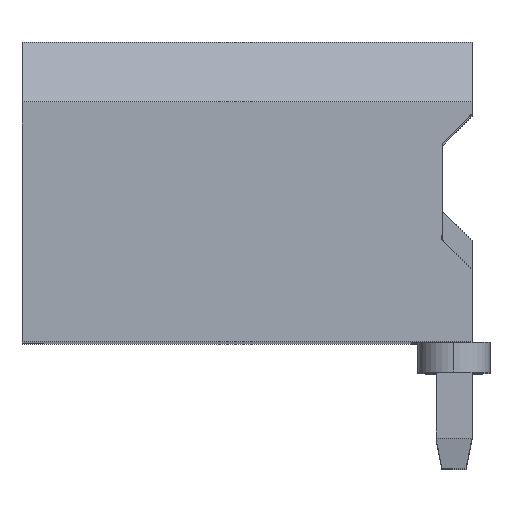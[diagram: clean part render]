
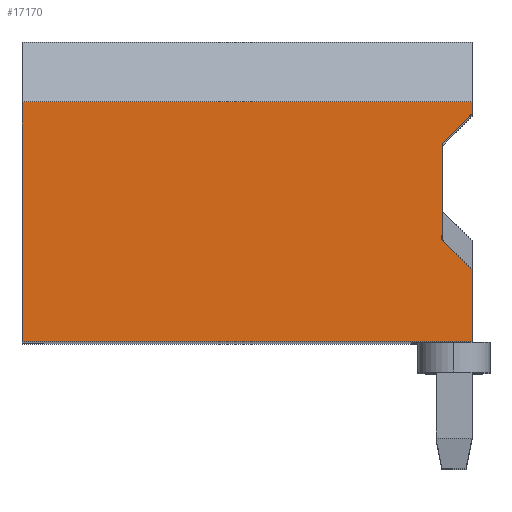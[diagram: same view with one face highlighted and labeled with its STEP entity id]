
A CAD part, top view. The second image highlights one B-rep face of the part: STEP entity #17170.
In plain terms, the highlighted planar face has unit normal (0, 0, 1).
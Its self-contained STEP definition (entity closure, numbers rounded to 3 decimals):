
#590=CARTESIAN_POINT('',(3.961,-15.522,6.15));
#600=VERTEX_POINT('',#590);
#630=CARTESIAN_POINT('',(3.961,-12.493,6.15));
#640=DIRECTION('',(0.,-1.,0.));
#650=VECTOR('',#640,1.);
#660=LINE('',#630,#650);
#670=CARTESIAN_POINT('',(3.961,-13.922,6.15));
#680=VERTEX_POINT('',#670);
#690=EDGE_CURVE('',#680,#600,#660,.T.);
#1040=CARTESIAN_POINT('',(4.461,-17.222,6.15));
#1050=VERTEX_POINT('',#1040);
#1080=CARTESIAN_POINT('',(4.461,-12.493,6.15));
#1090=DIRECTION('',(0.,1.,0.));
#1100=VECTOR('',#1090,1.);
#1110=LINE('',#1080,#1100);
#1120=CARTESIAN_POINT('',(4.461,-16.022,6.15));
#1130=VERTEX_POINT('',#1120);
#1140=EDGE_CURVE('',#1050,#1130,#1110,.T.);
#16400=CARTESIAN_POINT('',(4.461,-13.422,6.15));
#16410=VERTEX_POINT('',#16400);
#16440=CARTESIAN_POINT('',(4.461,-13.222,6.15));
#16450=VERTEX_POINT('',#16440);
#16460=EDGE_CURVE('',#16410,#16450,#1110,.T.);
#16730=CARTESIAN_POINT('',(-3.039,-17.222,6.15));
#16740=DIRECTION('',(0.,-0.,1.));
#16750=DIRECTION('',(0.,1.,0.));
#16760=AXIS2_PLACEMENT_3D('',#16730,#16740,#16750);
#16770=PLANE('',#16760);
#16780=CARTESIAN_POINT('',(-3.039,-13.422,6.15));
#16790=DIRECTION('',(0.,-1.,0.));
#16800=VECTOR('',#16790,1.);
#16810=LINE('',#16780,#16800);
#16820=CARTESIAN_POINT('',(-3.039,-13.222,6.15));
#16830=VERTEX_POINT('',#16820);
#16840=CARTESIAN_POINT('',(-3.039,-17.222,6.15));
#16850=VERTEX_POINT('',#16840);
#16860=EDGE_CURVE('',#16830,#16850,#16810,.T.);
#16870=ORIENTED_EDGE('',*,*,#16860,.T.);
#16880=CARTESIAN_POINT('',(-3.039,-13.222,6.15));
#16890=DIRECTION('',(1.,0.,0.));
#16900=VECTOR('',#16890,1.);
#16910=LINE('',#16880,#16900);
#16920=EDGE_CURVE('',#16830,#16450,#16910,.T.);
#16930=ORIENTED_EDGE('',*,*,#16920,.F.);
#16940=ORIENTED_EDGE('',*,*,#16460,.T.);
#16950=CARTESIAN_POINT('',(-3.039,-20.922,6.15));
#16960=DIRECTION('',(-0.707,-0.707,0.));
#16970=VECTOR('',#16960,1.);
#16980=LINE('',#16950,#16970);
#16990=EDGE_CURVE('',#16410,#680,#16980,.T.);
#17000=ORIENTED_EDGE('',*,*,#16990,.F.);
#17010=ORIENTED_EDGE('',*,*,#690,.F.);
#17020=CARTESIAN_POINT('',(-3.039,-8.522,6.15));
#17030=DIRECTION('',(0.707,-0.707,0.));
#17040=VECTOR('',#17030,1.);
#17050=LINE('',#17020,#17040);
#17060=EDGE_CURVE('',#600,#1130,#17050,.T.);
#17070=ORIENTED_EDGE('',*,*,#17060,.F.);
#17080=ORIENTED_EDGE('',*,*,#1140,.T.);
#17090=CARTESIAN_POINT('',(-3.039,-17.222,6.15));
#17100=DIRECTION('',(1.,0.,0.));
#17110=VECTOR('',#17100,1.);
#17120=LINE('',#17090,#17110);
#17130=EDGE_CURVE('',#16850,#1050,#17120,.T.);
#17140=ORIENTED_EDGE('',*,*,#17130,.T.);
#17150=EDGE_LOOP('',(#17140,#17080,#17070,#17010,#17000,#16940,#16930,
#16870));
#17160=FACE_OUTER_BOUND('',#17150,.T.);
#17170=ADVANCED_FACE('',(#17160),#16770,.T.);
